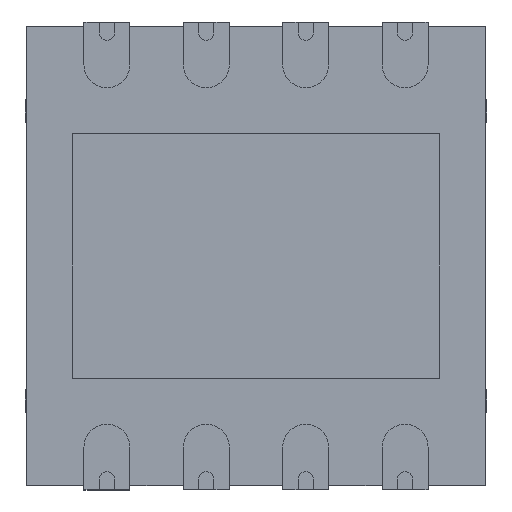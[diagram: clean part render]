
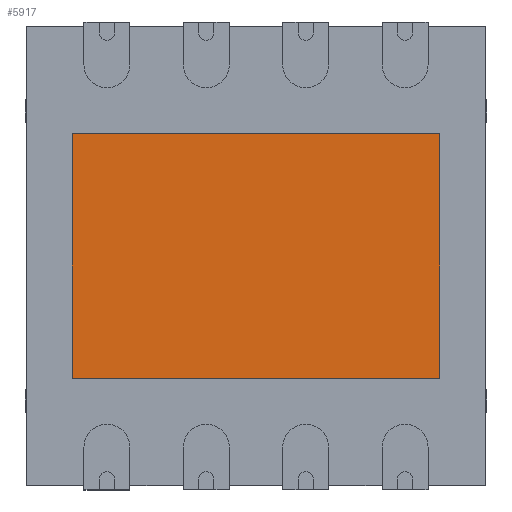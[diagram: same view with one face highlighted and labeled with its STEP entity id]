
A CAD part, top view. The second image highlights one B-rep face of the part: STEP entity #5917.
In plain terms, the highlighted planar face has unit normal (0, 0, 1).
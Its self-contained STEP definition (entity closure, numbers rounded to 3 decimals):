
#337 = DIRECTION ( 'NONE',  ( 0., 0., -1. ) ) ;
#979 = VECTOR ( 'NONE', #7206, 1000. ) ;
#1303 = VECTOR ( 'NONE', #6106, 1000. ) ;
#1413 = EDGE_LOOP ( 'NONE', ( #3085, #3690, #7963, #4219 ) ) ;
#1631 = CARTESIAN_POINT ( 'NONE',  ( -1.2, -0.8, 0.03 ) ) ;
#1662 = EDGE_CURVE ( 'NONE', #5650, #7051, #4160, .T. ) ;
#1859 = CARTESIAN_POINT ( 'NONE',  ( 1.2, -0.8, 0.03 ) ) ;
#2179 = EDGE_CURVE ( 'NONE', #8662, #4618, #4371, .T. ) ;
#2539 = CARTESIAN_POINT ( 'NONE',  ( -1.2, -0.8, 0.03 ) ) ;
#3085 = ORIENTED_EDGE ( 'NONE', *, *, #4607, .T. ) ;
#3372 = DIRECTION ( 'NONE',  ( -1., 0., 0. ) ) ;
#3447 = CARTESIAN_POINT ( 'NONE',  ( -1.2, -0.8, 0.03 ) ) ;
#3504 = CARTESIAN_POINT ( 'NONE',  ( -1.2, 0.8, 0.03 ) ) ;
#3690 = ORIENTED_EDGE ( 'NONE', *, *, #1662, .T. ) ;
#3881 = AXIS2_PLACEMENT_3D ( 'NONE', #8188, #337, #3918 ) ;
#3918 = DIRECTION ( 'NONE',  ( -1., 0., 0. ) ) ;
#4160 = LINE ( 'NONE', #3504, #6680 ) ;
#4219 = ORIENTED_EDGE ( 'NONE', *, *, #2179, .T. ) ;
#4371 = LINE ( 'NONE', #1631, #979 ) ;
#4607 = EDGE_CURVE ( 'NONE', #4618, #5650, #8035, .T. ) ;
#4618 = VERTEX_POINT ( 'NONE', #1859 ) ;
#5355 = FACE_OUTER_BOUND ( 'NONE', #1413, .T. ) ;
#5376 = CARTESIAN_POINT ( 'NONE',  ( 1.2, 0.8, 0.03 ) ) ;
#5392 = DIRECTION ( 'NONE',  ( 0., 1., 0. ) ) ;
#5650 = VERTEX_POINT ( 'NONE', #5376 ) ;
#5917 = ADVANCED_FACE ( 'NONE', ( #5355 ), #8088, .F. ) ;
#6004 = EDGE_CURVE ( 'NONE', #7051, #8662, #8407, .T. ) ;
#6106 = DIRECTION ( 'NONE',  ( 0., -1., 0. ) ) ;
#6680 = VECTOR ( 'NONE', #3372, 1000. ) ;
#7051 = VERTEX_POINT ( 'NONE', #7891 ) ;
#7206 = DIRECTION ( 'NONE',  ( 1., 0., 0. ) ) ;
#7363 = VECTOR ( 'NONE', #5392, 1000. ) ;
#7891 = CARTESIAN_POINT ( 'NONE',  ( -1.2, 0.8, 0.03 ) ) ;
#7963 = ORIENTED_EDGE ( 'NONE', *, *, #6004, .T. ) ;
#8035 = LINE ( 'NONE', #8728, #7363 ) ;
#8088 = PLANE ( 'NONE',  #3881 ) ;
#8188 = CARTESIAN_POINT ( 'NONE',  ( 0., 0., 0.03 ) ) ;
#8407 = LINE ( 'NONE', #3447, #1303 ) ;
#8662 = VERTEX_POINT ( 'NONE', #2539 ) ;
#8728 = CARTESIAN_POINT ( 'NONE',  ( 1.2, -0.8, 0.03 ) ) ;
